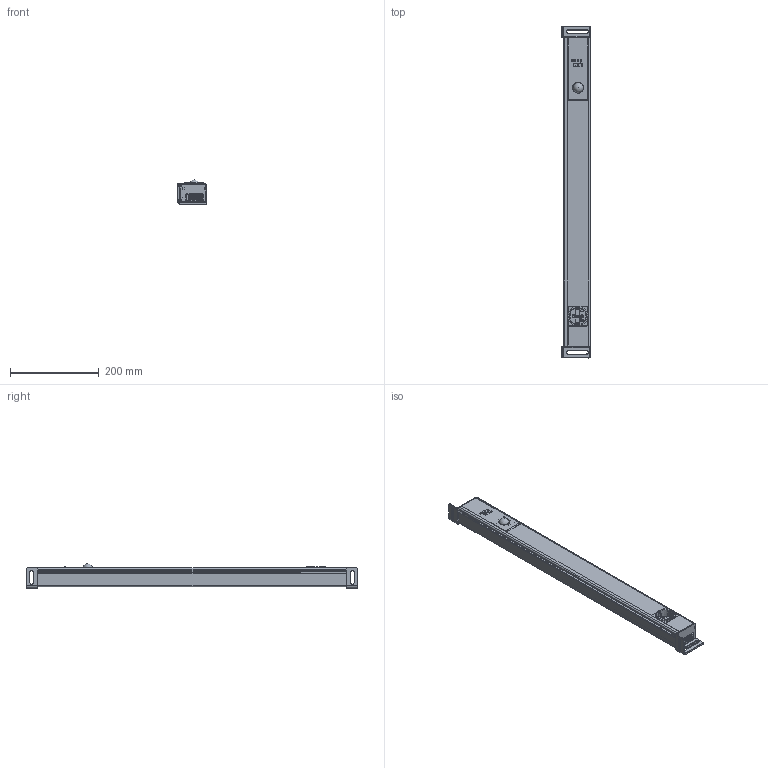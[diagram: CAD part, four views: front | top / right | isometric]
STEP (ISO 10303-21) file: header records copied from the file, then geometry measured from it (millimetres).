
FILE_DESCRIPTION(/* description */ (''),/* implementation_level */ '2;1');
FILE_NAME(/* name */ '110345_LED-A-700-B-E-VK.stp',/* time_stamp */ '2022-05-16T12:56:52+02:00',/* author */ ('CAD'),/* organization */ (''),/* preprocessor_version */ 'ST-DEVELOPER v15.6',/* originating_system */ 'Autodesk Inventor 2015',/* authorisation */ '');
FILE_SCHEMA (('AUTOMOTIVE_DESIGN { 1 0 10303 214 3 1 1 }'));
Products named in the file (1): 110345_LED-A-700-B-E-VK_Shrinkwrap_1
Bounding box: 64 x 750 x 54.6 mm (x, y, z)
Surface area: 290690.4 mm2 (no closed solid volume)
Topology: 0 solids, 72 shells, 1491 faces, 5687 edges, 4271 vertices
Faces by surface type: plane 1122, cylinder 269, bspline 48, cone 34, sphere 11, torus 7
Full cylindrical faces by diameter (mm): 1.2 x3, 2.5 x4, 3.3 x2, 8.2 x1, 20.902 x1, 22 x1, 25 x1, 26 x1, 28 x1
Entity records: 63890 total; most frequent: CARTESIAN_POINT 16353, ORIENTED_EDGE 9347, DIRECTION 8943, EDGE_CURVE 5646, LINE 4487, VECTOR 4487, VERTEX_POINT 4264, AXIS2_PLACEMENT_3D 2228
